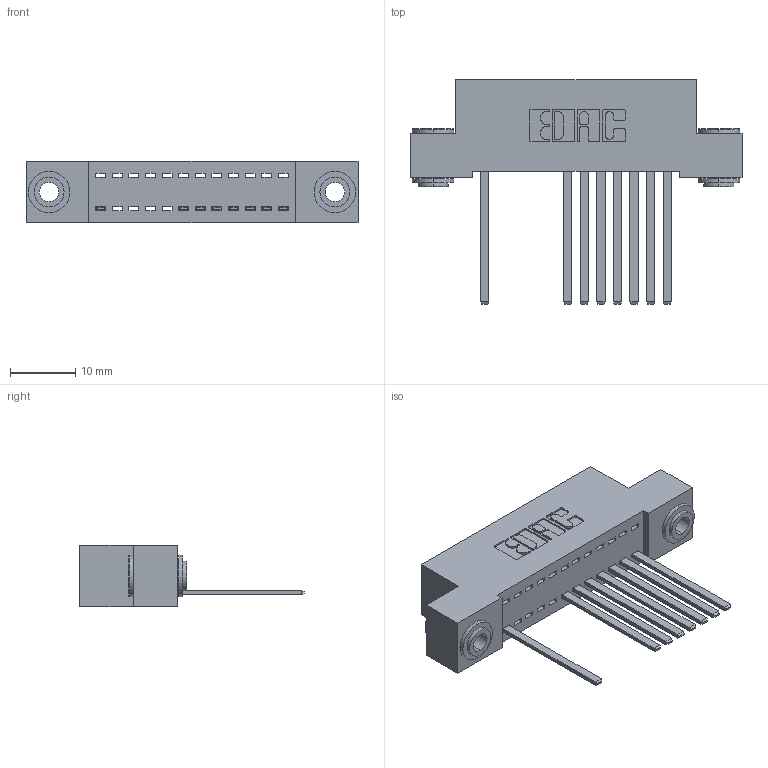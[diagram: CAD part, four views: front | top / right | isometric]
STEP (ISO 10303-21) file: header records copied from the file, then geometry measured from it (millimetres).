
FILE_DESCRIPTION (( 'STEP AP203' ), '1' );
FILE_NAME ('392-012-544-103.STEP', '2018-08-14T22:20:59', ( '' ), ( '' ), 'SwSTEP 2.0', 'SolidWorks 2016', '' );
FILE_SCHEMA (( 'CONFIG_CONTROL_DESIGN' ));
Length unit declared in the file: inch
Products named in the file (4): 345-292-001_345-293-144; 342-250-002_345-250-002-102; 392-012-544-103; 342 Part_.156 TH
Assembly tree (11 placements, depth 2):
  392-012-544-103
    342 Part_.156 TH
    345-292-001_345-293-144  x8
    342-250-002_345-250-002-102  x2
Bounding box: 50.8 x 34.3 x 9.4 mm (x, y, z)
Volume: 4413.4 mm3; surface area: 6173.5 mm2
Topology: 11 solids, 11 shells, 612 faces, 1807 edges, 1190 vertices
Faces by surface type: plane 428, cylinder 176, cone 8
Entity records: 11422 total; most frequent: CARTESIAN_POINT 1969, ORIENTED_EDGE 1914, DIRECTION 1747, EDGE_CURVE 957, LINE 809, VECTOR 809, VERTEX_POINT 634, AXIS2_PLACEMENT_3D 469
